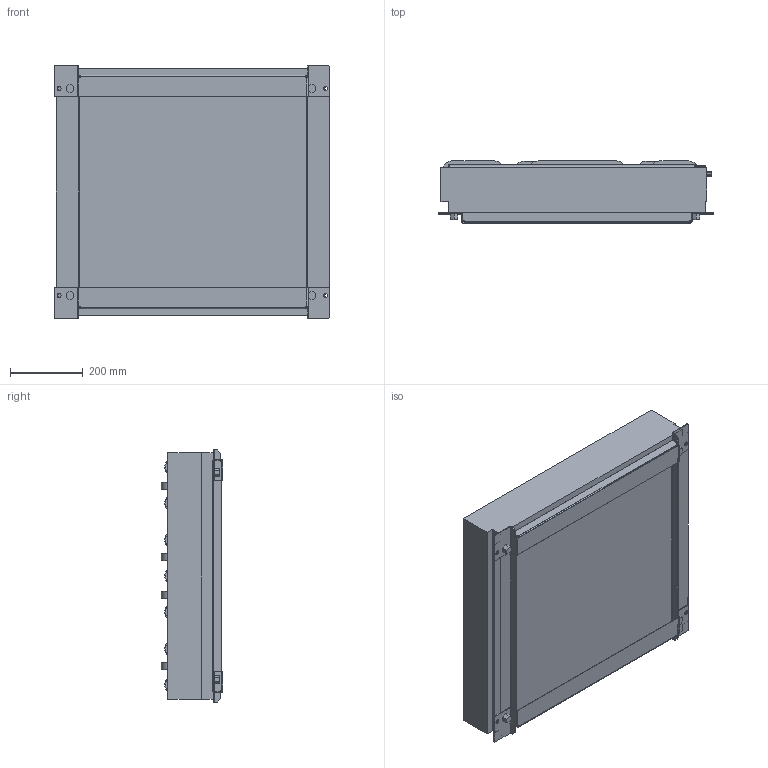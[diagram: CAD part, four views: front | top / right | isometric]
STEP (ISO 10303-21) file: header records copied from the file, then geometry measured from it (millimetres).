
FILE_DESCRIPTION(/* description */ (''),/* implementation_level */ '2;1');
FILE_NAME(/* name */ 'D完成品_Shrinkwrap_1.stp',/* time_stamp */ '2020-12-28T20:42:27+09:00',/* author */ ('y-kakiuchi'),/* organization */ (''),/* preprocessor_version */ 'ST-DEVELOPER v16.1',/* originating_system */ 'Autodesk Inventor 2016',/* authorisation */ '');
FILE_SCHEMA (('AUTOMOTIVE_DESIGN { 1 0 10303 214 3 1 1 }'));
Length unit declared in the file: millimetre
Products named in the file (1): D完成品_Shrinkwrap_1
Bounding box: 758.3 x 170 x 697 mm (x, y, z)
Volume: 63925022.5 mm3; surface area: 1805021.8 mm2
Topology: 1 solids, 1 shells, 747 faces, 2171 edges, 1434 vertices
Faces by surface type: plane 278, cylinder 175, torus 161, cone 133
Full cylindrical faces by diameter (mm): 11 x4
Entity records: 29018 total; most frequent: CARTESIAN_POINT 10200, ORIENTED_EDGE 4298, DIRECTION 3694, EDGE_CURVE 2149, VERTEX_POINT 1423, AXIS2_PLACEMENT_3D 1413, LINE 868, VECTOR 868
